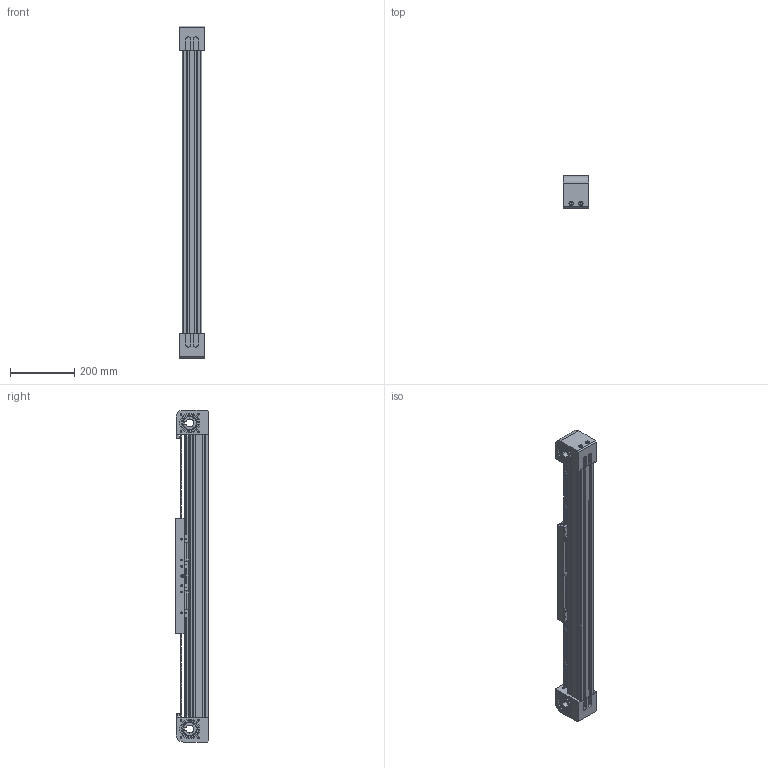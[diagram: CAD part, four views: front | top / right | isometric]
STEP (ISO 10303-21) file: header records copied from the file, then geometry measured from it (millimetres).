
FILE_DESCRIPTION (( 'STEP AP214' ), '1' );
FILE_NAME ('BLM60-500.STEP', '2023-02-28T08:01:53', ( '' ), ( '' ), 'SwSTEP 2.0', 'SolidWorks 2023', '' );
FILE_SCHEMA (( 'AUTOMOTIVE_DESIGN' ));
Length unit declared in the file: millimetre
Products named in the file (1): BLM60-500
Bounding box: 80 x 104 x 1036 mm (x, y, z)
Volume: 4358442.3 mm3; surface area: 968186.7 mm2
Topology: 117 solids, 117 shells, 3284 faces, 8762 edges, 5632 vertices
Faces by surface type: plane 1638, cylinder 1278, torus 176, sphere 116, cone 52, bspline 24
Entity records: 142335 total; most frequent: CARTESIAN_POINT 22209, DIRECTION 17846, ORIENTED_EDGE 16820, EDGE_CURVE 8410, AXIS2_PLACEMENT_3D 6341, VERTEX_POINT 5520, VECTOR 5164, LINE 5164
